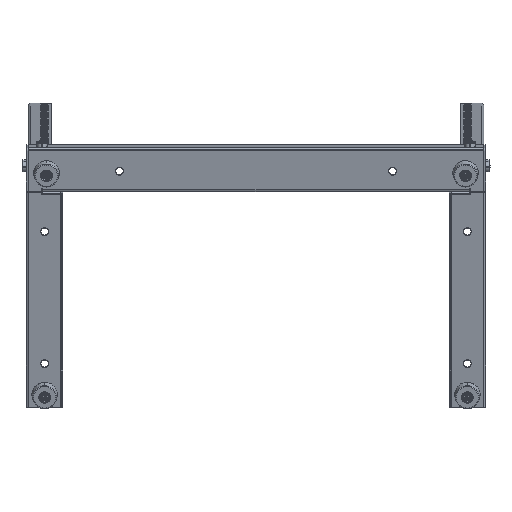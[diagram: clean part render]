
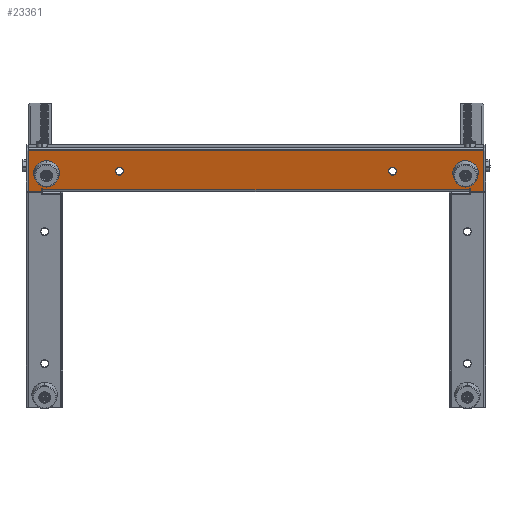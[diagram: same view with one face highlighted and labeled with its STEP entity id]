
A CAD part, front view. The second image highlights one B-rep face of the part: STEP entity #23361.
In plain terms, the highlighted face is planar.
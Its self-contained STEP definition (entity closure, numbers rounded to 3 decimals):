
#22334=DIRECTION('',(0.,0.174,-0.985));
#22335=VECTOR('',#22334,3.5);
#22336=CARTESIAN_POINT('',(-235.,-14.778,-45.794));
#22337=LINE('',#22336,#22335);
#22350=DIRECTION('',(1.,0.,0.));
#22351=VECTOR('',#22350,15.);
#22352=CARTESIAN_POINT('',(-250.,-14.17,-49.24));
#22353=LINE('',#22352,#22351);
#22354=DIRECTION('',(1.,0.,0.));
#22355=VECTOR('',#22354,15.);
#22356=CARTESIAN_POINT('',(235.,-14.17,-49.24));
#22357=LINE('',#22356,#22355);
#22358=CARTESIAN_POINT('',(230.,-17.99,-27.577));
#22359=DIRECTION('',(0.,0.985,0.174));
#22360=DIRECTION('',(0.,0.174,-0.985));
#22361=AXIS2_PLACEMENT_3D('',#22358,#22359,#22360);
#22363=CARTESIAN_POINT('',(230.,-17.99,-27.577));
#22364=DIRECTION('',(0.,0.985,0.174));
#22365=DIRECTION('',(0.,-0.174,0.985));
#22366=AXIS2_PLACEMENT_3D('',#22363,#22364,#22365);
#22368=CARTESIAN_POINT('',(-230.,-17.99,-27.577));
#22369=DIRECTION('',(0.,0.985,0.174));
#22370=DIRECTION('',(0.,0.174,-0.985));
#22371=AXIS2_PLACEMENT_3D('',#22368,#22369,#22370);
#22373=CARTESIAN_POINT('',(-230.,-17.99,-27.577));
#22374=DIRECTION('',(0.,0.985,0.174));
#22375=DIRECTION('',(0.,-0.174,0.985));
#22376=AXIS2_PLACEMENT_3D('',#22373,#22374,#22375);
#22378=CARTESIAN_POINT('',(150.,-18.253,-26.087));
#22379=DIRECTION('',(0.,0.985,0.174));
#22380=DIRECTION('',(0.,0.174,-0.985));
#22381=AXIS2_PLACEMENT_3D('',#22378,#22379,#22380);
#22383=CARTESIAN_POINT('',(150.,-18.253,-26.087));
#22384=DIRECTION('',(0.,0.985,0.174));
#22385=DIRECTION('',(0.,-0.174,0.985));
#22386=AXIS2_PLACEMENT_3D('',#22383,#22384,#22385);
#22388=CARTESIAN_POINT('',(-150.,-18.253,-26.087));
#22389=DIRECTION('',(0.,0.985,0.174));
#22390=DIRECTION('',(0.,-0.174,0.985));
#22391=AXIS2_PLACEMENT_3D('',#22388,#22389,#22390);
#22393=CARTESIAN_POINT('',(-150.,-18.253,-26.087));
#22394=DIRECTION('',(0.,0.985,0.174));
#22395=DIRECTION('',(0.,0.174,-0.985));
#22396=AXIS2_PLACEMENT_3D('',#22393,#22394,#22395);
#22402=DIRECTION('',(0.,-0.174,0.985));
#22403=VECTOR('',#22402,47.021);
#22404=CARTESIAN_POINT('',(-250.,-14.17,-49.24));
#22405=LINE('',#22404,#22403);
#22534=DIRECTION('',(0.,0.174,-0.985));
#22535=VECTOR('',#22534,47.021);
#22536=CARTESIAN_POINT('',(250.,-22.335,-2.934));
#22537=LINE('',#22536,#22535);
#22542=DIRECTION('',(0.,-0.174,0.985));
#22543=VECTOR('',#22542,3.5);
#22544=CARTESIAN_POINT('',(235.,-14.17,-49.24));
#22545=LINE('',#22544,#22543);
#22558=DIRECTION('',(-1.,0.,0.));
#22559=VECTOR('',#22558,1.);
#22560=CARTESIAN_POINT('',(235.,-14.778,-45.794));
#22561=LINE('',#22560,#22559);
#22562=DIRECTION('',(0.,0.174,-0.985));
#22563=VECTOR('',#22562,1.);
#22564=CARTESIAN_POINT('',(234.,-14.778,-45.794));
#22565=LINE('',#22564,#22563);
#22597=DIRECTION('',(-1.,0.,0.));
#22598=VECTOR('',#22597,468.);
#22599=CARTESIAN_POINT('',(234.,-14.604,-46.778));
#22600=LINE('',#22599,#22598);
#22624=DIRECTION('',(0.,-0.174,0.985));
#22625=VECTOR('',#22624,1.);
#22626=CARTESIAN_POINT('',(-234.,-14.604,-46.778));
#22627=LINE('',#22626,#22625);
#22636=DIRECTION('',(-1.,0.,0.));
#22637=VECTOR('',#22636,1.);
#22638=CARTESIAN_POINT('',(-234.,-14.778,-45.794));
#22639=LINE('',#22638,#22637);
#22644=DIRECTION('',(1.,0.,0.));
#22645=VECTOR('',#22644,500.);
#22646=CARTESIAN_POINT('',(-250.,-22.335,-2.934));
#22647=LINE('',#22646,#22645);
#22938=CARTESIAN_POINT('',(-235.,-14.17,-49.24));
#22940=VERTEX_POINT('',#22938);
#22942=CARTESIAN_POINT('',(-234.,-14.604,-46.778));
#22943=VERTEX_POINT('',#22942);
#22956=CARTESIAN_POINT('',(235.,-14.17,-49.24));
#22957=CARTESIAN_POINT('',(235.,-14.778,-45.794));
#22958=VERTEX_POINT('',#22956);
#22959=VERTEX_POINT('',#22957);
#22960=CARTESIAN_POINT('',(250.,-14.17,-49.24));
#22961=VERTEX_POINT('',#22960);
#22968=CARTESIAN_POINT('',(234.,-14.778,-45.794));
#22969=VERTEX_POINT('',#22968);
#22970=CARTESIAN_POINT('',(234.,-14.604,-46.778));
#22972=VERTEX_POINT('',#22970);
#22986=CARTESIAN_POINT('',(-250.,-14.17,-49.24));
#22987=VERTEX_POINT('',#22986);
#22988=CARTESIAN_POINT('',(-234.,-14.778,-45.794));
#22989=VERTEX_POINT('',#22988);
#22998=CARTESIAN_POINT('',(-235.,-14.778,-45.794));
#22999=VERTEX_POINT('',#22998);
#23004=CARTESIAN_POINT('',(-250.,-22.335,-2.934));
#23006=VERTEX_POINT('',#23004);
#23046=CARTESIAN_POINT('',(250.,-22.335,-2.934));
#23047=VERTEX_POINT('',#23046);
#23082=CARTESIAN_POINT('',(-150.,-18.991,-21.902));
#23084=VERTEX_POINT('',#23082);
#23086=CARTESIAN_POINT('',(-150.,-17.515,-30.273));
#23088=VERTEX_POINT('',#23086);
#23106=CARTESIAN_POINT('',(230.,-18.546,-24.425));
#23108=VERTEX_POINT('',#23106);
#23110=CARTESIAN_POINT('',(230.,-17.434,-30.728));
#23112=VERTEX_POINT('',#23110);
#23114=CARTESIAN_POINT('',(-230.,-18.546,-24.425));
#23116=VERTEX_POINT('',#23114);
#23118=CARTESIAN_POINT('',(-230.,-17.434,-30.728));
#23120=VERTEX_POINT('',#23118);
#23130=CARTESIAN_POINT('',(150.,-18.991,-21.902));
#23132=VERTEX_POINT('',#23130);
#23134=CARTESIAN_POINT('',(150.,-17.515,-30.273));
#23136=VERTEX_POINT('',#23134);
#23307=CARTESIAN_POINT('',(0.,-22.102,-4.255));
#23308=DIRECTION('',(0.,-0.985,-0.174));
#23309=DIRECTION('',(0.,0.174,-0.985));
#23310=AXIS2_PLACEMENT_3D('',#23307,#23308,#23309);
#23311=PLANE('',#23310);
#23313=ORIENTED_EDGE('',*,*,#23312,.F.);
#23315=ORIENTED_EDGE('',*,*,#23314,.T.);
#23317=ORIENTED_EDGE('',*,*,#23316,.T.);
#23319=ORIENTED_EDGE('',*,*,#23318,.T.);
#23321=ORIENTED_EDGE('',*,*,#23320,.F.);
#23323=ORIENTED_EDGE('',*,*,#23322,.T.);
#23325=ORIENTED_EDGE('',*,*,#23324,.T.);
#23327=ORIENTED_EDGE('',*,*,#23326,.T.);
#23329=ORIENTED_EDGE('',*,*,#23328,.T.);
#23331=ORIENTED_EDGE('',*,*,#23330,.T.);
#23333=ORIENTED_EDGE('',*,*,#23332,.T.);
#23334=ORIENTED_EDGE('',*,*,#23297,.T.);
#23335=EDGE_LOOP('',(#23313,#23315,#23317,#23319,#23321,#23323,#23325,#23327,
#23329,#23331,#23333,#23334));
#23336=FACE_OUTER_BOUND('',#23335,.F.);
#23338=ORIENTED_EDGE('',*,*,#23337,.F.);
#23340=ORIENTED_EDGE('',*,*,#23339,.F.);
#23341=EDGE_LOOP('',(#23338,#23340));
#23342=FACE_BOUND('',#23341,.F.);
#23344=ORIENTED_EDGE('',*,*,#23343,.F.);
#23346=ORIENTED_EDGE('',*,*,#23345,.F.);
#23347=EDGE_LOOP('',(#23344,#23346));
#23348=FACE_BOUND('',#23347,.F.);
#23350=ORIENTED_EDGE('',*,*,#23349,.F.);
#23352=ORIENTED_EDGE('',*,*,#23351,.F.);
#23353=EDGE_LOOP('',(#23350,#23352));
#23354=FACE_BOUND('',#23353,.F.);
#23356=ORIENTED_EDGE('',*,*,#23355,.F.);
#23358=ORIENTED_EDGE('',*,*,#23357,.F.);
#23359=EDGE_LOOP('',(#23356,#23358));
#23360=FACE_BOUND('',#23359,.F.);
#22362=CIRCLE('',#22361,3.2);
#22367=CIRCLE('',#22366,3.2);
#22372=CIRCLE('',#22371,3.2);
#22377=CIRCLE('',#22376,3.2);
#22382=CIRCLE('',#22381,4.25);
#22387=CIRCLE('',#22386,4.25);
#22392=CIRCLE('',#22391,4.25);
#22397=CIRCLE('',#22396,4.25);
#23297=EDGE_CURVE('',#22999,#22940,#22337,.T.);
#23312=EDGE_CURVE('',#22987,#22940,#22353,.T.);
#23314=EDGE_CURVE('',#22987,#23006,#22405,.T.);
#23316=EDGE_CURVE('',#23006,#23047,#22647,.T.);
#23318=EDGE_CURVE('',#23047,#22961,#22537,.T.);
#23320=EDGE_CURVE('',#22958,#22961,#22357,.T.);
#23322=EDGE_CURVE('',#22958,#22959,#22545,.T.);
#23324=EDGE_CURVE('',#22959,#22969,#22561,.T.);
#23326=EDGE_CURVE('',#22969,#22972,#22565,.T.);
#23328=EDGE_CURVE('',#22972,#22943,#22600,.T.);
#23330=EDGE_CURVE('',#22943,#22989,#22627,.T.);
#23332=EDGE_CURVE('',#22989,#22999,#22639,.T.);
#23337=EDGE_CURVE('',#23112,#23108,#22362,.T.);
#23339=EDGE_CURVE('',#23108,#23112,#22367,.T.);
#23343=EDGE_CURVE('',#23120,#23116,#22372,.T.);
#23345=EDGE_CURVE('',#23116,#23120,#22377,.T.);
#23349=EDGE_CURVE('',#23136,#23132,#22382,.T.);
#23351=EDGE_CURVE('',#23132,#23136,#22387,.T.);
#23355=EDGE_CURVE('',#23084,#23088,#22392,.T.);
#23357=EDGE_CURVE('',#23088,#23084,#22397,.T.);
#23361=ADVANCED_FACE('',(#23336,#23342,#23348,#23354,#23360),#23311,.T.);
